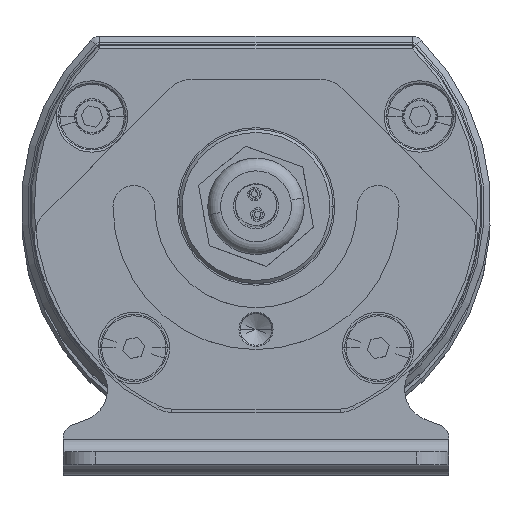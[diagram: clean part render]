
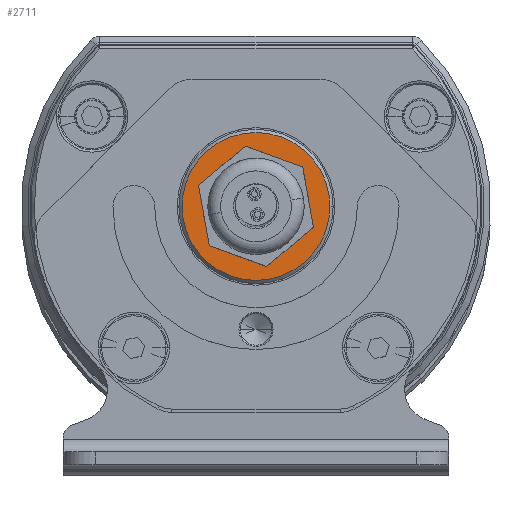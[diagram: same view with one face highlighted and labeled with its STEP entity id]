
A CAD part, top view. The second image highlights one B-rep face of the part: STEP entity #2711.
In plain terms, the highlighted planar face has unit normal (0, 0, 1).
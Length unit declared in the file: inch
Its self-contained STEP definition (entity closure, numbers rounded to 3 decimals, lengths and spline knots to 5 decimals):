
#176 = ORIENTED_EDGE ( 'NONE', *, *, #7980, .F. ) ;
#941 = DIRECTION ( 'NONE',  ( 0., 0., -1. ) ) ;
#1034 = EDGE_CURVE ( 'NONE', #15349, #15215, #12806, .T. ) ;
#2687 = FACE_OUTER_BOUND ( 'NONE', #8169, .T. ) ;
#2711 = ADVANCED_FACE ( 'NONE', ( #8932, #2687 ), #15306, .T. ) ;
#3063 = CIRCLE ( 'NONE', #18399, 0.45276 ) ;
#3341 = CARTESIAN_POINT ( 'NONE',  ( 0.31496, -0.98228, 0.1378 ) ) ;
#3395 = DIRECTION ( 'NONE',  ( -1., 0., 0. ) ) ;
#4021 = DIRECTION ( 'NONE',  ( 1., 0., 0. ) ) ;
#4328 = CARTESIAN_POINT ( 'NONE',  ( 0.45276, -0.98228, 0.1378 ) ) ;
#5321 = CARTESIAN_POINT ( 'NONE',  ( -0.31496, -0.98228, 0.1378 ) ) ;
#5481 = CARTESIAN_POINT ( 'NONE',  ( 0., -0.98228, 0.1378 ) ) ;
#6005 = CARTESIAN_POINT ( 'NONE',  ( -0.45276, -0.98228, 0.1378 ) ) ;
#7980 = EDGE_CURVE ( 'NONE', #19509, #18321, #10798, .T. ) ;
#8169 = EDGE_LOOP ( 'NONE', ( #176, #17665 ) ) ;
#8398 = CARTESIAN_POINT ( 'NONE',  ( 0., -0.98228, 0.1378 ) ) ;
#8509 = DIRECTION ( 'NONE',  ( 0., 0., -1. ) ) ;
#8932 = FACE_BOUND ( 'NONE', #15805, .T. ) ;
#9642 = EDGE_CURVE ( 'NONE', #15215, #15349, #13691, .T. ) ;
#10573 = DIRECTION ( 'NONE',  ( 0., 0., -1. ) ) ;
#10670 = DIRECTION ( 'NONE',  ( 1., 0., 0. ) ) ;
#10798 = CIRCLE ( 'NONE', #18809, 0.45276 ) ;
#12806 = CIRCLE ( 'NONE', #14469, 0.31496 ) ;
#13670 = ORIENTED_EDGE ( 'NONE', *, *, #9642, .T. ) ;
#13691 = CIRCLE ( 'NONE', #15701, 0.31496 ) ;
#13859 = CARTESIAN_POINT ( 'NONE',  ( 0., -0.98228, 0.1378 ) ) ;
#14142 = ORIENTED_EDGE ( 'NONE', *, *, #1034, .T. ) ;
#14469 = AXIS2_PLACEMENT_3D ( 'NONE', #17140, #10573, #10670 ) ;
#15208 = DIRECTION ( 'NONE',  ( 1., 0., 0. ) ) ;
#15215 = VERTEX_POINT ( 'NONE', #3341 ) ;
#15306 = PLANE ( 'NONE',  #17534 ) ;
#15331 = DIRECTION ( 'NONE',  ( -1., 0., 0. ) ) ;
#15349 = VERTEX_POINT ( 'NONE', #5321 ) ;
#15701 = AXIS2_PLACEMENT_3D ( 'NONE', #5481, #18223, #4021 ) ;
#15805 = EDGE_LOOP ( 'NONE', ( #13670, #14142 ) ) ;
#17140 = CARTESIAN_POINT ( 'NONE',  ( 0., -0.98228, 0.1378 ) ) ;
#17534 = AXIS2_PLACEMENT_3D ( 'NONE', #13859, #20330, #15208 ) ;
#17665 = ORIENTED_EDGE ( 'NONE', *, *, #19260, .F. ) ;
#18223 = DIRECTION ( 'NONE',  ( 0., 0., -1. ) ) ;
#18321 = VERTEX_POINT ( 'NONE', #4328 ) ;
#18399 = AXIS2_PLACEMENT_3D ( 'NONE', #8398, #8509, #3395 ) ;
#18809 = AXIS2_PLACEMENT_3D ( 'NONE', #20044, #941, #15331 ) ;
#19260 = EDGE_CURVE ( 'NONE', #18321, #19509, #3063, .T. ) ;
#19509 = VERTEX_POINT ( 'NONE', #6005 ) ;
#20044 = CARTESIAN_POINT ( 'NONE',  ( 0., -0.98228, 0.1378 ) ) ;
#20330 = DIRECTION ( 'NONE',  ( 0., 0., 1. ) ) ;
